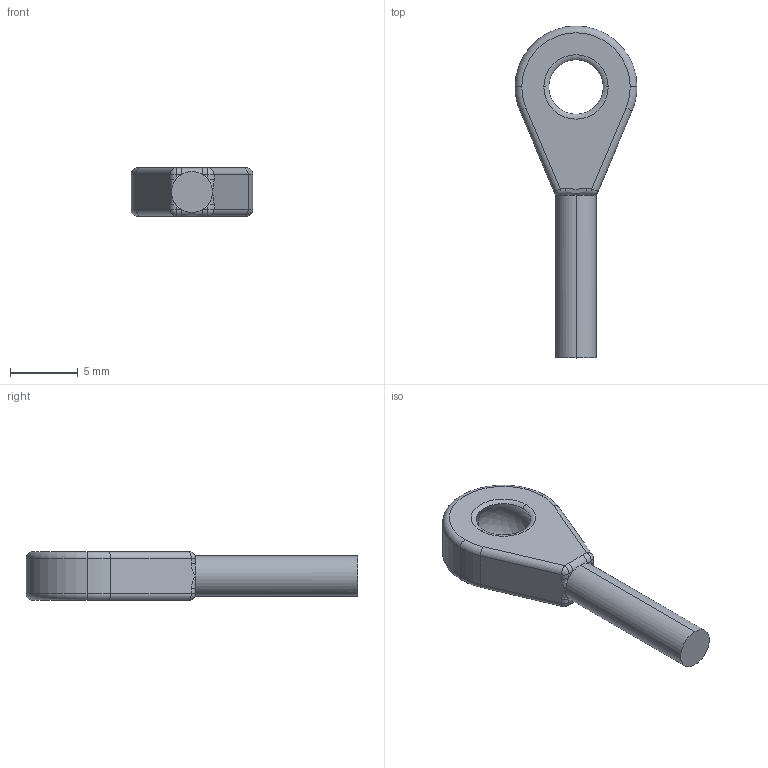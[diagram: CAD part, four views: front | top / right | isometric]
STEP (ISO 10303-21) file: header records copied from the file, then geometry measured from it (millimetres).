
FILE_DESCRIPTION (( 'STEP AP214' ), '1' );
FILE_NAME ('Ball_Connector.STEP', '2013-11-18T20:56:32', ( '' ), ( '' ), 'SwSTEP 2.0', 'SolidWorks 2014', '' );
FILE_SCHEMA (( 'AUTOMOTIVE_DESIGN' ));
Length unit declared in the file: millimetre
Products named in the file (1): Ball_Connector
Bounding box: 9 x 24.5 x 3.6 mm (x, y, z)
Volume: 313 mm3; surface area: 415.6 mm2
Topology: 1 solids, 1 shells, 48 faces, 122 edges, 66 vertices
Faces by surface type: cylinder 17, torus 10, plane 9, sphere 6, bspline 6
Entity records: 1552 total; most frequent: CARTESIAN_POINT 387, DIRECTION 264, ORIENTED_EDGE 220, AXIS2_PLACEMENT_3D 117, EDGE_CURVE 110, CIRCLE 74, VERTEX_POINT 64, EDGE_LOOP 50
